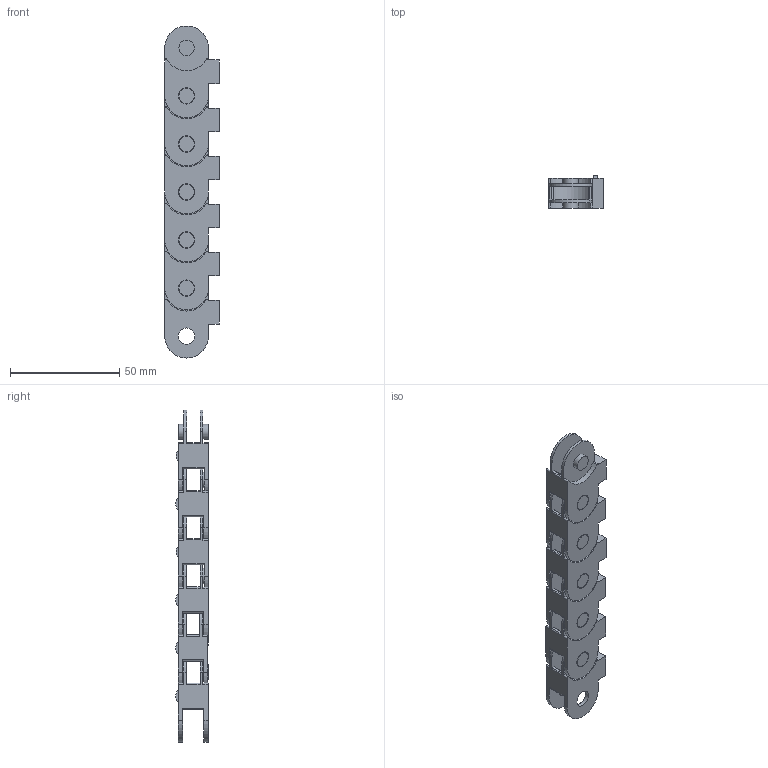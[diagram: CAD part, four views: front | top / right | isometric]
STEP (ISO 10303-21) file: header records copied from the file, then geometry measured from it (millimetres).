
FILE_DESCRIPTION(/* description */ (''),/* implementation_level */ '2;1');
FILE_NAME(/* name */ 'belt_print.stp',/* time_stamp */ '2025-11-01T16:29:14+09:00',/* author */ ('hibik'),/* organization */ (''),/* preprocessor_version */ 'ST-DEVELOPER v20.1',/* originating_system */ 'Autodesk Inventor 2026',/* authorisation */ '');
FILE_SCHEMA (('AUTOMOTIVE_DESIGN { 1 0 10303 214 3 1 1 }'));
Length unit declared in the file: millimetre
Products named in the file (2): belt_print; belt
Assembly tree (6 placements, depth 2):
  belt_print
    belt  x6
Bounding box: 25 x 15.05 x 152 mm (x, y, z)
Volume: 23938.5 mm3; surface area: 27720.4 mm2
Topology: 12 solids, 12 shells, 360 faces, 912 edges, 600 vertices
Faces by surface type: plane 192, cylinder 156, torus 12
Full cylindrical faces by diameter (mm): 2.5 x6, 3 x6, 7 x12, 7.5 x12, 8 x6
Entity records: 1955 total; most frequent: DIRECTION 346, CARTESIAN_POINT 320, ORIENTED_EDGE 304, EDGE_CURVE 152, AXIS2_PLACEMENT_3D 126, VERTEX_POINT 100, LINE 94, VECTOR 94
